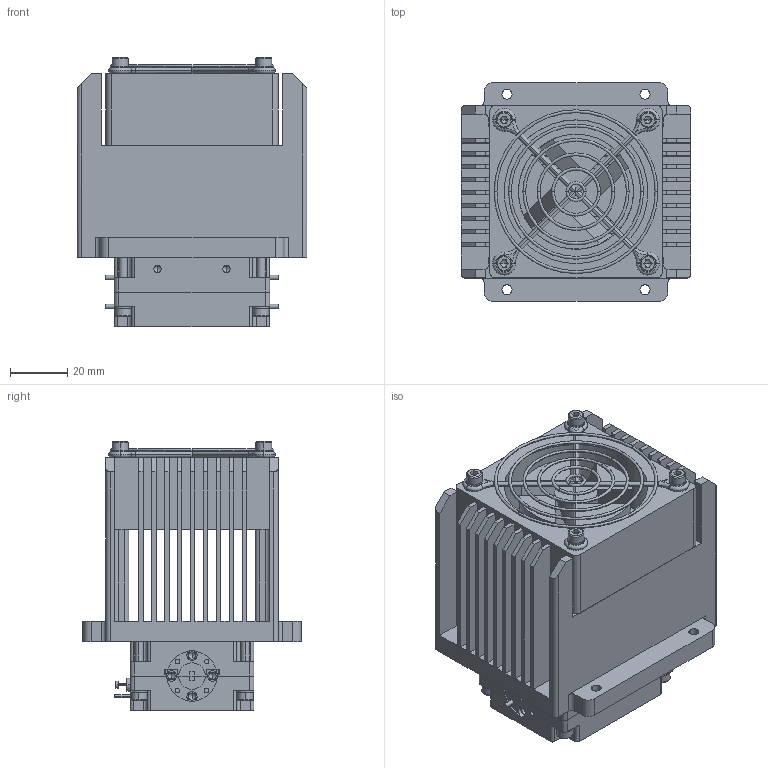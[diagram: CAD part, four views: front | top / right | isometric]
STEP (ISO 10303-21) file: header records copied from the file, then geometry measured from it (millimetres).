
FILE_DESCRIPTION (( 'STEP AP214' ), '1' );
FILE_NAME ('BP-HE-H1.STEP', '2025-02-19T23:16:06', ( '' ), ( '' ), 'SwSTEP 2.0', 'SolidWorks 2021', '' );
FILE_SCHEMA (( 'AUTOMOTIVE_DESIGN' ));
Length unit declared in the file: inch
Products named in the file (1): BP-HE-H1
Bounding box: 80 x 76 x 93.6 mm (x, y, z)
Volume: 215391.5 mm3; surface area: 131584.5 mm2
Topology: 42 solids, 42 shells, 1327 faces, 3392 edges, 2133 vertices
Faces by surface type: plane 622, cylinder 483, cone 138, torus 84
Entity records: 57684 total; most frequent: DIRECTION 7218, CARTESIAN_POINT 7041, ORIENTED_EDGE 6636, EDGE_CURVE 3318, AXIS2_PLACEMENT_3D 2628, VERTEX_POINT 2133, VECTOR 1962, LINE 1962
